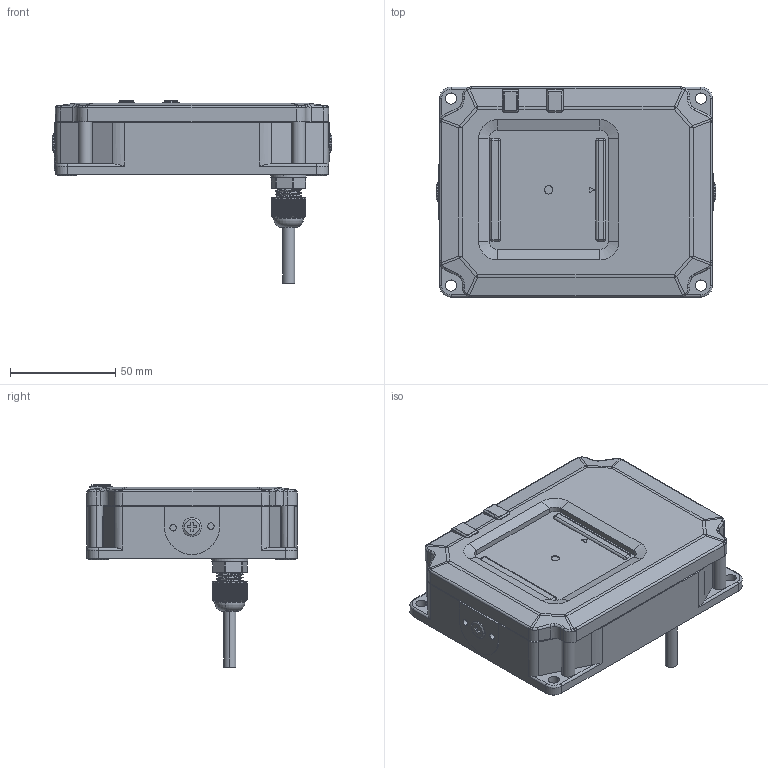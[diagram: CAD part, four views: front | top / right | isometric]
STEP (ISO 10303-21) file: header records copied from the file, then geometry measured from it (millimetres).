
FILE_DESCRIPTION (( 'STEP AP203' ), '1' );
FILE_NAME ('02_1A2A-1B.STEP', '2025-06-18T23:22:15', ( '' ), ( '' ), 'SwSTEP 2.0', 'SolidWorks 2024', '' );
FILE_SCHEMA (( 'CONFIG_CONTROL_DESIGN' ));
Length unit declared in the file: millimetre
Products named in the file (1): 02_1A2A-1B
Bounding box: 133 x 100 x 86.7 mm (x, y, z)
Volume: 407468.9 mm3; surface area: 52100.5 mm2
Topology: 1 solids, 12 shells, 1333 faces, 3533 edges, 2253 vertices
Faces by surface type: plane 740, cylinder 357, cone 74, bspline 74, torus 56, sphere 32
Entity records: 49777 total; most frequent: CARTESIAN_POINT 17686, ORIENTED_EDGE 7034, DIRECTION 6270, EDGE_CURVE 3517, VERTEX_POINT 2253, AXIS2_PLACEMENT_3D 2211, VECTOR 1848, LINE 1848
